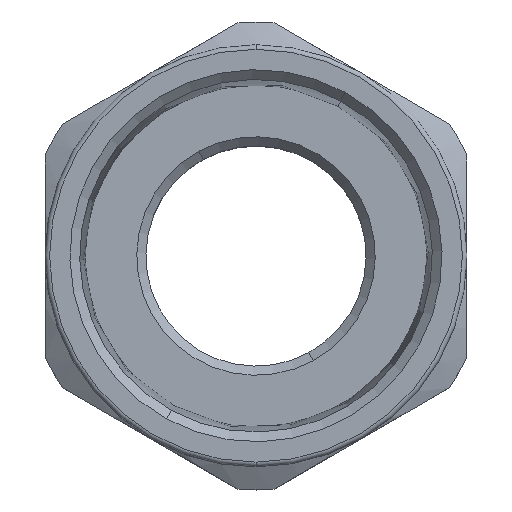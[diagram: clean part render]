
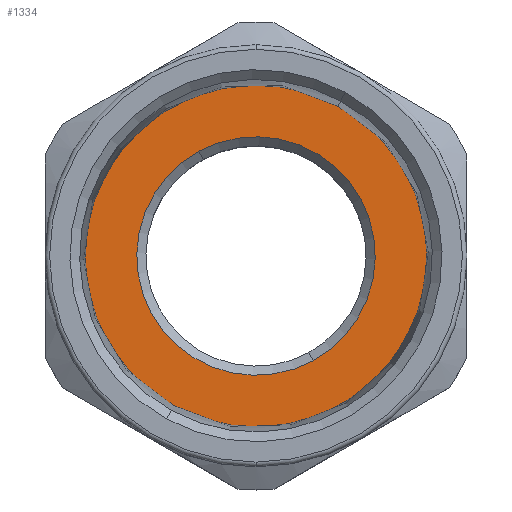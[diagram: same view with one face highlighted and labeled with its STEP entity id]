
A CAD part, top view. The second image highlights one B-rep face of the part: STEP entity #1334.
In plain terms, the highlighted planar face has unit normal (0, 0, 1).
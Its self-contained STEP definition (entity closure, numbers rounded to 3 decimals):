
#1211=AXIS2_PLACEMENT_3D('Circle Axis2P3D',#1209,#1210,$) ;
#1235=AXIS2_PLACEMENT_3D('Circle Axis2P3D',#1233,#1234,$) ;
#1310=AXIS2_PLACEMENT_3D('Plane Axis2P3D',#1307,#1308,#1309) ;
#1318=AXIS2_PLACEMENT_3D('Circle Axis2P3D',#1316,#1317,$) ;
#1327=AXIS2_PLACEMENT_3D('Circle Axis2P3D',#1325,#1326,$) ;
#1206=CARTESIAN_POINT('Vertex',(31.931,41.848,20.)) ;
#1209=CARTESIAN_POINT('Axis2P3D Location',(23.,25.5,20.)) ;
#1213=CARTESIAN_POINT('Vertex',(14.069,9.152,20.)) ;
#1233=CARTESIAN_POINT('Axis2P3D Location',(23.,25.5,20.)) ;
#1307=CARTESIAN_POINT('Axis2P3D Location',(23.,44.128,20.)) ;
#1316=CARTESIAN_POINT('Axis2P3D Location',(23.,25.5,20.)) ;
#1320=CARTESIAN_POINT('Vertex',(16.767,36.909,20.)) ;
#1322=CARTESIAN_POINT('Vertex',(29.233,14.091,20.)) ;
#1325=CARTESIAN_POINT('Axis2P3D Location',(23.,25.5,20.)) ;
#1210=DIRECTION('Axis2P3D Direction',(0.,0.,1.)) ;
#1234=DIRECTION('Axis2P3D Direction',(0.,0.,1.)) ;
#1308=DIRECTION('Axis2P3D Direction',(0.,0.,-1.)) ;
#1309=DIRECTION('Axis2P3D XDirection',(0.,1.,0.)) ;
#1317=DIRECTION('Axis2P3D Direction',(0.,0.,-1.)) ;
#1326=DIRECTION('Axis2P3D Direction',(0.,0.,-1.)) ;
#1313=ORIENTED_EDGE('',*,*,#1237,.F.) ;
#1314=ORIENTED_EDGE('',*,*,#1215,.F.) ;
#1331=ORIENTED_EDGE('',*,*,#1324,.T.) ;
#1332=ORIENTED_EDGE('',*,*,#1329,.T.) ;
#1333=FACE_BOUND('',#1330,.T.) ;
#1334=ADVANCED_FACE('Adapter_M32-NPT1-1/4.1\\Koerper.2',(#1315,#1333),#1311,.F.) ;
#1212=CIRCLE('generated circle',#1211,18.628) ;
#1236=CIRCLE('generated circle',#1235,18.628) ;
#1319=CIRCLE('generated circle',#1318,13.) ;
#1328=CIRCLE('generated circle',#1327,13.) ;
#1215=EDGE_CURVE('',#1207,#1214,#1212,.F.) ;
#1237=EDGE_CURVE('',#1214,#1207,#1236,.F.) ;
#1324=EDGE_CURVE('',#1321,#1323,#1319,.T.) ;
#1329=EDGE_CURVE('',#1323,#1321,#1328,.T.) ;
#1312=EDGE_LOOP('',(#1313,#1314)) ;
#1330=EDGE_LOOP('',(#1331,#1332)) ;
#1315=FACE_OUTER_BOUND('',#1312,.T.) ;
#1311=PLANE('',#1310) ;
#1207=VERTEX_POINT('',#1206) ;
#1214=VERTEX_POINT('',#1213) ;
#1321=VERTEX_POINT('',#1320) ;
#1323=VERTEX_POINT('',#1322) ;
